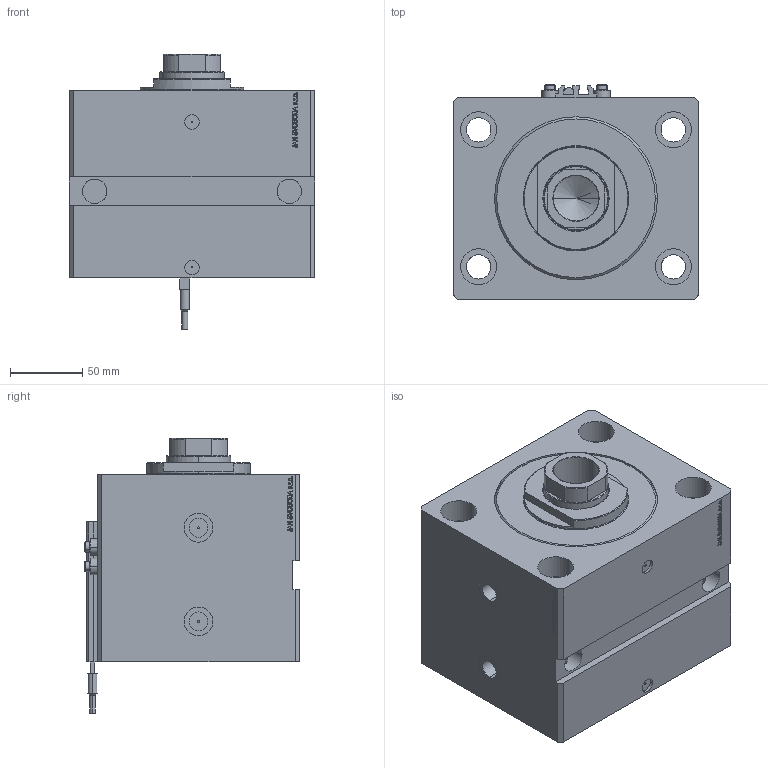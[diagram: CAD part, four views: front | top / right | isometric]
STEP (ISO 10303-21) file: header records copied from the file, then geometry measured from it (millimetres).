
FILE_DESCRIPTION (( 'STEP AP203' ), '1' );
FILE_NAME ('1d8a.STEP', '2025-07-11T12:14:05', ( '' ), ( '' ), 'SwSTEP 2.0', 'SolidWorks 2019', '' );
FILE_SCHEMA (( 'CONFIG_CONTROL_DESIGN' ));
Length unit declared in the file: millimetre
Products named in the file (6): V250CE_VC_E 9c821e563a8827efea3e10aa6de40b12; V250CE_C_VCP 9c821e563a8827efea3e10aa6de40b12; V250CE_E_Body 9c821e563a8827efea3e10aa6de40b12; 1d8a; SWITCH_V250CE 9c821e563a8827efea3e10aa6de40b12; ALLEN BOLT V250CE 9c821e563a8827efea3e10aa6de40b12
Assembly tree (8 placements, depth 2):
  1d8a
    V250CE_E_Body 9c821e563a8827efea3e10aa6de40b12
    ALLEN BOLT V250CE 9c821e563a8827efea3e10aa6de40b12  x4
    V250CE_C_VCP 9c821e563a8827efea3e10aa6de40b12
    V250CE_VC_E 9c821e563a8827efea3e10aa6de40b12
    SWITCH_V250CE 9c821e563a8827efea3e10aa6de40b12
Bounding box: 170 x 149 x 191 mm (x, y, z)
Volume: 2780482.5 mm3; surface area: 294466.6 mm2
Topology: 9 solids, 9 shells, 1129 faces, 2810 edges, 1829 vertices
Faces by surface type: plane 563, bspline 368, cylinder 124, cone 58, torus 16
Entity records: 49253 total; most frequent: CARTESIAN_POINT 25598, ORIENTED_EDGE 5310, DIRECTION 3531, EDGE_CURVE 2655, VERTEX_POINT 1745, LINE 1631, VECTOR 1631, EDGE_LOOP 1190
